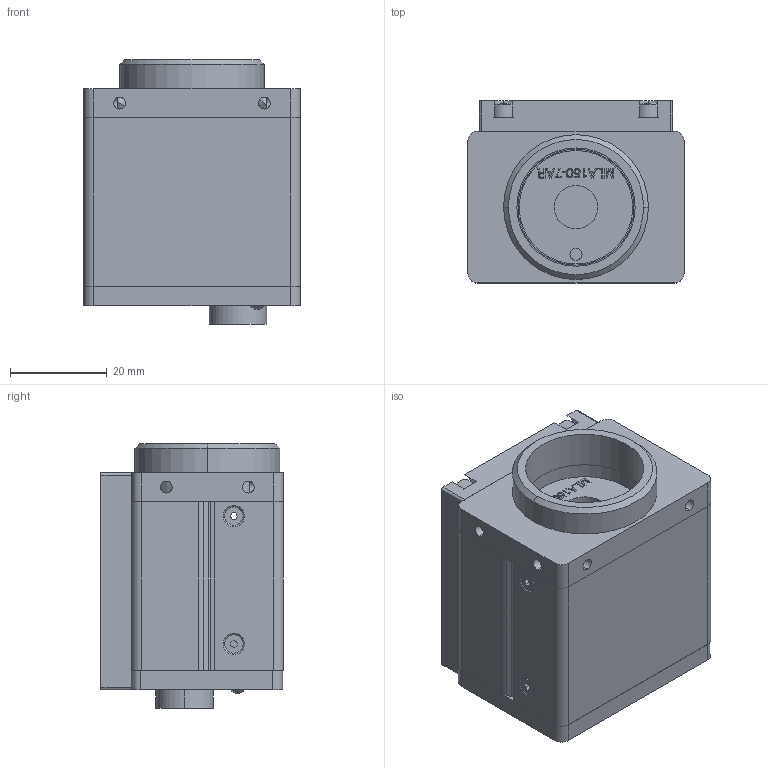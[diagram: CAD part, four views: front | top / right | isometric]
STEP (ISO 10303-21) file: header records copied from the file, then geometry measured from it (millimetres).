
FILE_DESCRIPTION (( 'STEP AP203' ), '1' );
FILE_NAME ('21156-E0W.STEP', '2010-10-28T15:28:49', ( 'Thorlabs' ), ( 'Thorlabs GmbH' ), 'SwSTEP 2.0', 'SolidWorks 2010', '' );
FILE_SCHEMA (( 'CONFIG_CONTROL_DESIGN' ));
Length unit declared in the file: millimetre
Products named in the file (1): 21156-E0W
Bounding box: 44.8 x 37.75 x 54.86 mm (x, y, z)
Surface area: 17876.3 mm2 (no closed solid volume)
Topology: 0 solids, 34 shells, 322 faces, 1065 edges, 791 vertices
Faces by surface type: plane 161, cylinder 125, cone 28, torus 6, sphere 2
Entity records: 12584 total; most frequent: CARTESIAN_POINT 3150, DIRECTION 1988, ORIENTED_EDGE 1678, EDGE_CURVE 1061, VERTEX_POINT 791, AXIS2_PLACEMENT_3D 677, VECTOR 634, LINE 634
